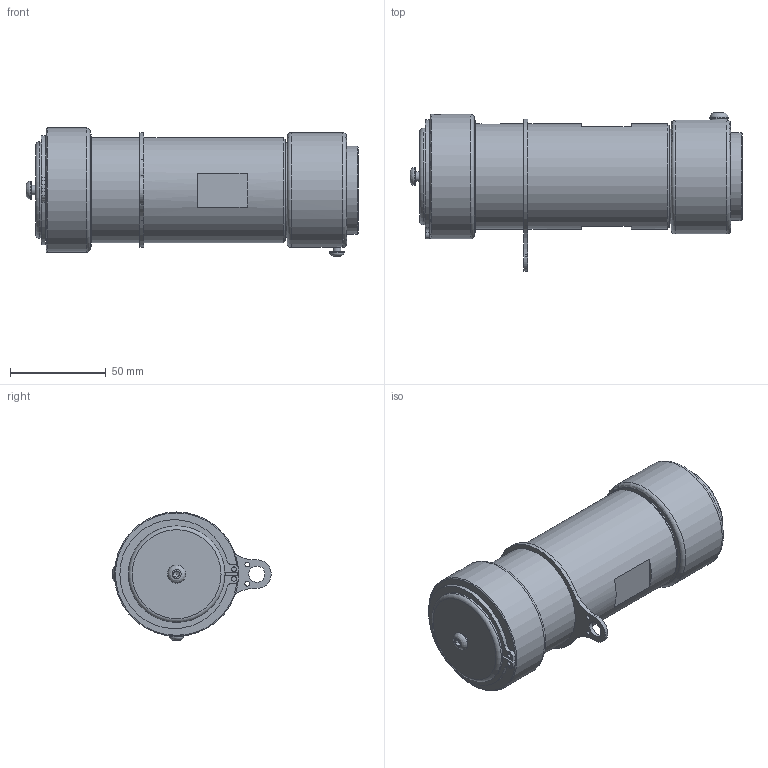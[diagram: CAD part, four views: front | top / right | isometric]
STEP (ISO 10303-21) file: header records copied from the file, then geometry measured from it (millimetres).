
FILE_DESCRIPTION(/* description */ (''),/* implementation_level */ '2;1');
FILE_NAME(/* name */ 'ControlEx Exd-40-S-CR.stp',/* time_stamp */ '2022-11-18T13:13:06+00:00',/* author */ ('areid2'),/* organization */ (''),/* preprocessor_version */ 'ST-DEVELOPER v18.1',/* originating_system */ 'Autodesk Inventor 2020',/* authorisation */ '');
FILE_SCHEMA (('AUTOMOTIVE_DESIGN { 1 0 10303 214 3 1 1 }'));
Length unit declared in the file: millimetre
Products named in the file (1): Part8
Bounding box: 173.65 x 82.85 x 66.96 mm (x, y, z)
Volume: 411845 mm3; surface area: 51965.7 mm2
Topology: 1 solids, 1 shells, 155 faces, 421 edges, 295 vertices
Faces by surface type: plane 77, cylinder 50, cone 15, torus 8, bspline 5
Full cylindrical faces by diameter (mm): 2.489 x2, 2.5 x2, 4 x6, 4.134 x1, 5 x2, 7.6 x1, 8.5 x1, 9.5 x2, 38.5 x1, 46 x1, 46.6 x1, 47 x1, 49.5 x1, 50.5 x3, 51 x1, 53 x2, 55 x2, 58.7 x1, 65 x1
Entity records: 5627 total; most frequent: CARTESIAN_POINT 1355, DIRECTION 885, ORIENTED_EDGE 836, EDGE_CURVE 418, AXIS2_PLACEMENT_3D 367, VERTEX_POINT 295, CIRCLE 212, EDGE_LOOP 199
